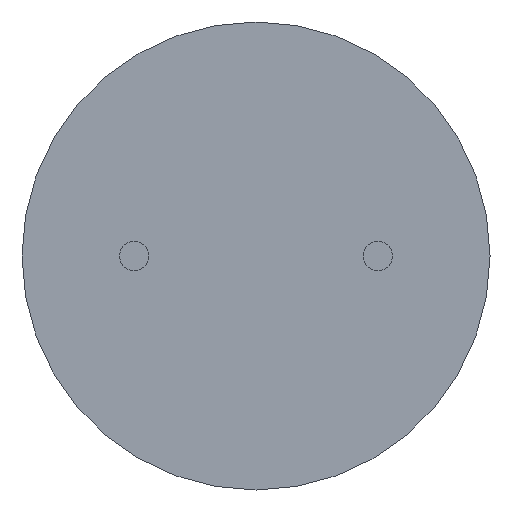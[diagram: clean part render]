
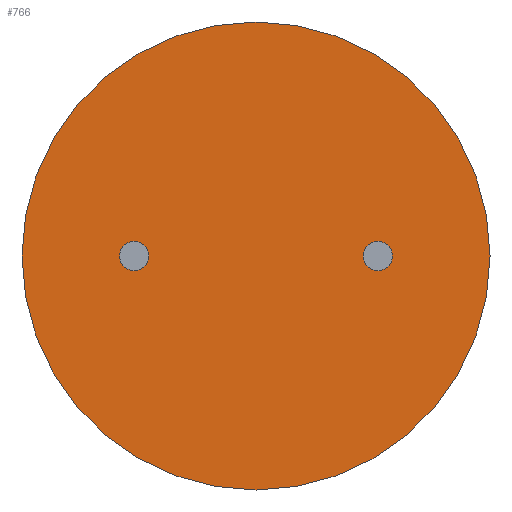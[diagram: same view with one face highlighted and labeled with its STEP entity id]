
A CAD part, front view. The second image highlights one B-rep face of the part: STEP entity #766.
In plain terms, the highlighted planar face has unit normal (0, -1, 0).
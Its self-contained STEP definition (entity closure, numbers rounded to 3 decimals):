
#47 = ORIENTED_EDGE ( 'NONE', *, *, #1032, .F. ) ;
#60 = CIRCLE ( 'NONE', #1354, 0.3 ) ;
#63 = AXIS2_PLACEMENT_3D ( 'NONE', #923, #384, #710 ) ;
#102 = EDGE_CURVE ( 'NONE', #228, #636, #60, .T. ) ;
#136 = VERTEX_POINT ( 'NONE', #286 ) ;
#228 = VERTEX_POINT ( 'NONE', #991 ) ;
#235 = ORIENTED_EDGE ( 'NONE', *, *, #1064, .F. ) ;
#275 = VERTEX_POINT ( 'NONE', #323 ) ;
#286 = CARTESIAN_POINT ( 'NONE',  ( 0., 0., 4.8 ) ) ;
#303 = ORIENTED_EDGE ( 'NONE', *, *, #1347, .F. ) ;
#323 = CARTESIAN_POINT ( 'NONE',  ( 0., 0., -4.8 ) ) ;
#345 = CIRCLE ( 'NONE', #519, 4.8 ) ;
#353 = FACE_BOUND ( 'NONE', #852, .T. ) ;
#364 = CARTESIAN_POINT ( 'NONE',  ( 2.5, 0., 0.3 ) ) ;
#384 = DIRECTION ( 'NONE',  ( 0., -1., 0. ) ) ;
#409 = DIRECTION ( 'NONE',  ( 0., -1., 0. ) ) ;
#451 = ORIENTED_EDGE ( 'NONE', *, *, #1136, .F. ) ;
#504 = AXIS2_PLACEMENT_3D ( 'NONE', #1261, #558, #1222 ) ;
#519 = AXIS2_PLACEMENT_3D ( 'NONE', #684, #539, #563 ) ;
#525 = DIRECTION ( 'NONE',  ( 0., 1., 0. ) ) ;
#539 = DIRECTION ( 'NONE',  ( 0., 1., 0. ) ) ;
#542 = CIRCLE ( 'NONE', #1051, 0.3 ) ;
#543 = CARTESIAN_POINT ( 'NONE',  ( 2.5, 0., 0. ) ) ;
#548 = DIRECTION ( 'NONE',  ( 0., -1., 0. ) ) ;
#558 = DIRECTION ( 'NONE',  ( 0., 1., 0. ) ) ;
#559 = CIRCLE ( 'NONE', #504, 4.8 ) ;
#563 = DIRECTION ( 'NONE',  ( 0., 0., 1. ) ) ;
#618 = CARTESIAN_POINT ( 'NONE',  ( 2.5, 0., -0.3 ) ) ;
#636 = VERTEX_POINT ( 'NONE', #1219 ) ;
#684 = CARTESIAN_POINT ( 'NONE',  ( 0., 0., 0. ) ) ;
#704 = CIRCLE ( 'NONE', #63, 0.3 ) ;
#710 = DIRECTION ( 'NONE',  ( 0., 0., -1. ) ) ;
#750 = CIRCLE ( 'NONE', #1409, 0.3 ) ;
#759 = EDGE_LOOP ( 'NONE', ( #451, #928 ) ) ;
#766 = ADVANCED_FACE ( 'NONE', ( #1196, #353, #942 ), #1405, .F. ) ;
#784 = DIRECTION ( 'NONE',  ( 0., 0., -1. ) ) ;
#852 = EDGE_LOOP ( 'NONE', ( #1123, #235 ) ) ;
#904 = VERTEX_POINT ( 'NONE', #618 ) ;
#923 = CARTESIAN_POINT ( 'NONE',  ( -2.5, 0., 0. ) ) ;
#928 = ORIENTED_EDGE ( 'NONE', *, *, #1357, .F. ) ;
#942 = FACE_OUTER_BOUND ( 'NONE', #759, .T. ) ;
#974 = DIRECTION ( 'NONE',  ( 0., -1., 0. ) ) ;
#991 = CARTESIAN_POINT ( 'NONE',  ( -2.5, 0., -0.3 ) ) ;
#1032 = EDGE_CURVE ( 'NONE', #904, #1126, #542, .T. ) ;
#1051 = AXIS2_PLACEMENT_3D ( 'NONE', #1262, #974, #1276 ) ;
#1064 = EDGE_CURVE ( 'NONE', #636, #228, #704, .T. ) ;
#1074 = DIRECTION ( 'NONE',  ( 0., 0., -1. ) ) ;
#1110 = AXIS2_PLACEMENT_3D ( 'NONE', #1182, #525, #1296 ) ;
#1123 = ORIENTED_EDGE ( 'NONE', *, *, #102, .F. ) ;
#1126 = VERTEX_POINT ( 'NONE', #364 ) ;
#1136 = EDGE_CURVE ( 'NONE', #136, #275, #559, .T. ) ;
#1177 = CARTESIAN_POINT ( 'NONE',  ( -2.5, 0., 0. ) ) ;
#1182 = CARTESIAN_POINT ( 'NONE',  ( 0., 0., 0. ) ) ;
#1196 = FACE_BOUND ( 'NONE', #1239, .T. ) ;
#1219 = CARTESIAN_POINT ( 'NONE',  ( -2.5, 0., 0.3 ) ) ;
#1222 = DIRECTION ( 'NONE',  ( 0., 0., 1. ) ) ;
#1239 = EDGE_LOOP ( 'NONE', ( #47, #303 ) ) ;
#1261 = CARTESIAN_POINT ( 'NONE',  ( 0., 0., 0. ) ) ;
#1262 = CARTESIAN_POINT ( 'NONE',  ( 2.5, 0., 0. ) ) ;
#1276 = DIRECTION ( 'NONE',  ( 0., 0., -1. ) ) ;
#1296 = DIRECTION ( 'NONE',  ( 0., 0., 1. ) ) ;
#1347 = EDGE_CURVE ( 'NONE', #1126, #904, #750, .T. ) ;
#1354 = AXIS2_PLACEMENT_3D ( 'NONE', #1177, #409, #1074 ) ;
#1357 = EDGE_CURVE ( 'NONE', #275, #136, #345, .T. ) ;
#1405 = PLANE ( 'NONE',  #1110 ) ;
#1409 = AXIS2_PLACEMENT_3D ( 'NONE', #543, #548, #784 ) ;
